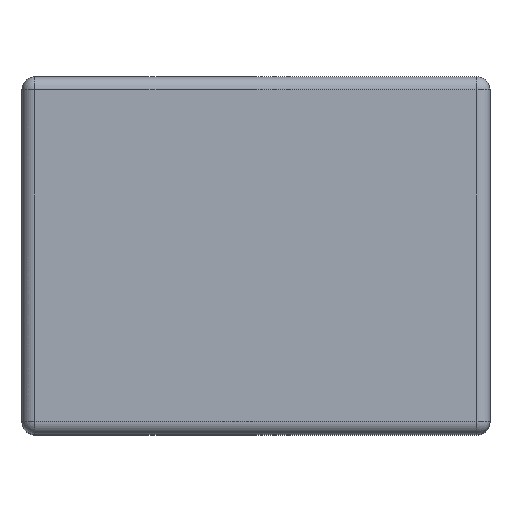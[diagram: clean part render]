
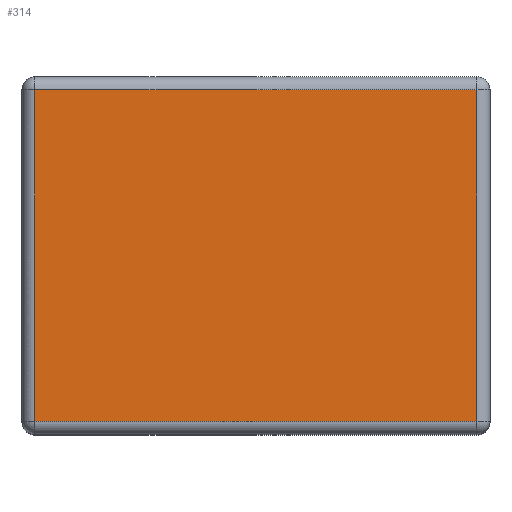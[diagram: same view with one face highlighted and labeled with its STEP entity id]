
A CAD part, top view. The second image highlights one B-rep face of the part: STEP entity #314.
In plain terms, the highlighted planar face has unit normal (0, 0, 1).
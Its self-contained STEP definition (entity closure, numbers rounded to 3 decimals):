
#24=PLANE($,#361);
#35=LINE($,#522,#55);
#37=LINE($,#525,#57);
#39=LINE($,#528,#59);
#43=LINE($,#537,#63);
#55=VECTOR($,#418,5.1);
#57=VECTOR($,#422,6.8);
#59=VECTOR($,#426,6.8);
#63=VECTOR($,#436,5.1);
#96=FACE_OUTER_BOUND($,#120,.T.);
#120=EDGE_LOOP($,(#268,#269,#270,#271));
#154=VERTEX_POINT($,#490);
#157=VERTEX_POINT($,#497);
#159=VERTEX_POINT($,#502);
#161=VERTEX_POINT($,#508);
#192=EDGE_CURVE($,#159,#161,#35,.T.);
#194=EDGE_CURVE($,#161,#157,#37,.T.);
#196=EDGE_CURVE($,#154,#159,#39,.T.);
#201=EDGE_CURVE($,#157,#154,#43,.T.);
#268=ORIENTED_EDGE($,*,*,#192,.F.);
#269=ORIENTED_EDGE($,*,*,#196,.F.);
#270=ORIENTED_EDGE($,*,*,#201,.F.);
#271=ORIENTED_EDGE($,*,*,#194,.F.);
#314=ADVANCED_FACE($,(#96),#24,.F.);
#361=AXIS2_PLACEMENT_3D($,#554,#455,#456);
#418=DIRECTION($,(0.,1.,0.));
#422=DIRECTION($,(1.,0.,0.));
#426=DIRECTION($,(-1.,0.,0.));
#436=DIRECTION($,(0.,-1.,0.));
#455=DIRECTION('center_axis',(0.,0.,-1.));
#456=DIRECTION('ref_axis',(1.,0.,0.));
#490=CARTESIAN_POINT('',(3.4,-2.55,7.));
#497=CARTESIAN_POINT('',(3.4,2.55,7.));
#502=CARTESIAN_POINT('',(-3.4,-2.55,7.));
#508=CARTESIAN_POINT('',(-3.4,2.55,7.));
#522=CARTESIAN_POINT($,(-3.4,0.,7.));
#525=CARTESIAN_POINT($,(0.,2.55,7.));
#528=CARTESIAN_POINT($,(0.,-2.55,7.));
#537=CARTESIAN_POINT($,(3.4,0.,7.));
#554=CARTESIAN_POINT('Origin',(0.,0.,7.));
